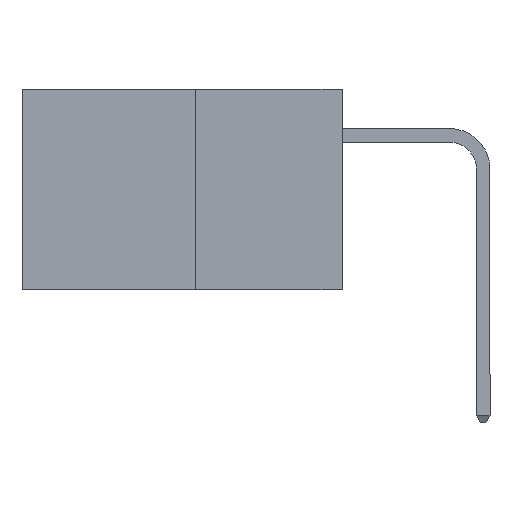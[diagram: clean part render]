
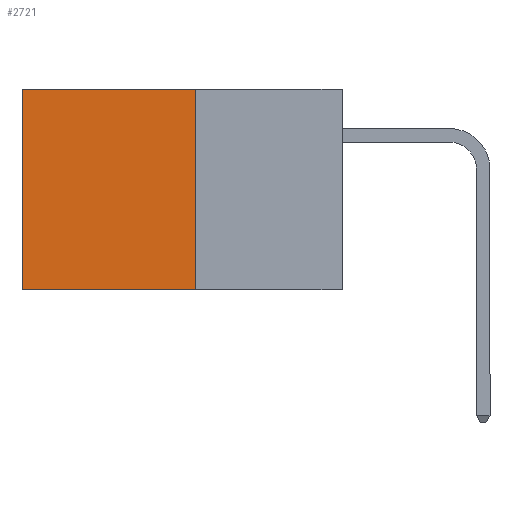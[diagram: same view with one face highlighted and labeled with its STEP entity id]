
A CAD part, left-side view. The second image highlights one B-rep face of the part: STEP entity #2721.
In plain terms, the highlighted planar face has unit normal (-1, 0, 0).
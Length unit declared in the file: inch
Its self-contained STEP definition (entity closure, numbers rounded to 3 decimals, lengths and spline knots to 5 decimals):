
#928 = VECTOR ( 'NONE', #9043, 39.37008 ) ;
#1053 = LINE ( 'NONE', #4501, #928 ) ;
#1119 = DIRECTION ( 'NONE',  ( 0., 1., 0. ) ) ;
#1128 = LINE ( 'NONE', #6422, #3101 ) ;
#1191 = VERTEX_POINT ( 'NONE', #7440 ) ;
#1902 = VECTOR ( 'NONE', #5183, 39.37008 ) ;
#2098 = ORIENTED_EDGE ( 'NONE', *, *, #2750, .T. ) ;
#2119 = ORIENTED_EDGE ( 'NONE', *, *, #2137, .F. ) ;
#2130 = ORIENTED_EDGE ( 'NONE', *, *, #6341, .F. ) ;
#2137 = EDGE_CURVE ( 'NONE', #2477, #1191, #1128, .T. ) ;
#2138 = ORIENTED_EDGE ( 'NONE', *, *, #8910, .T. ) ;
#2288 = CARTESIAN_POINT ( 'NONE',  ( 0.277, 0.27, 0. ) ) ;
#2477 = VERTEX_POINT ( 'NONE', #5981 ) ;
#2639 = VERTEX_POINT ( 'NONE', #2288 ) ;
#2721 = ADVANCED_FACE ( 'NONE', ( #6545 ), #3560, .F. ) ;
#2750 = EDGE_CURVE ( 'NONE', #10143, #1191, #8446, .T. ) ;
#3101 = VECTOR ( 'NONE', #1119, 39.37008 ) ;
#3560 = PLANE ( 'NONE',  #9081 ) ;
#3909 = VECTOR ( 'NONE', #7678, 39.37008 ) ;
#4185 = EDGE_LOOP ( 'NONE', ( #2098, #2119, #2130, #2138 ) ) ;
#4501 = CARTESIAN_POINT ( 'NONE',  ( 0.277, 0.27, -0.37 ) ) ;
#4617 = DIRECTION ( 'NONE',  ( 1., 0., 0. ) ) ;
#5004 = CARTESIAN_POINT ( 'NONE',  ( 0.277, 0.59, -0.37 ) ) ;
#5183 = DIRECTION ( 'NONE',  ( 0., 0., -1. ) ) ;
#5981 = CARTESIAN_POINT ( 'NONE',  ( 0.277, 0.27, -0.37 ) ) ;
#6341 = EDGE_CURVE ( 'NONE', #2639, #2477, #1053, .T. ) ;
#6422 = CARTESIAN_POINT ( 'NONE',  ( 0.277, 0.27, -0.37 ) ) ;
#6545 = FACE_OUTER_BOUND ( 'NONE', #4185, .T. ) ;
#7440 = CARTESIAN_POINT ( 'NONE',  ( 0.277, 0.59, -0.37 ) ) ;
#7678 = DIRECTION ( 'NONE',  ( 0., 1., 0. ) ) ;
#7754 = CARTESIAN_POINT ( 'NONE',  ( 0.277, 0.27, 0. ) ) ;
#7846 = DIRECTION ( 'NONE',  ( 0., 0., -1. ) ) ;
#8446 = LINE ( 'NONE', #5004, #1902 ) ;
#8910 = EDGE_CURVE ( 'NONE', #2639, #10143, #10490, .T. ) ;
#9043 = DIRECTION ( 'NONE',  ( 0., 0., -1. ) ) ;
#9081 = AXIS2_PLACEMENT_3D ( 'NONE', #10394, #4617, #7846 ) ;
#10143 = VERTEX_POINT ( 'NONE', #10283 ) ;
#10283 = CARTESIAN_POINT ( 'NONE',  ( 0.277, 0.59, 0. ) ) ;
#10394 = CARTESIAN_POINT ( 'NONE',  ( 0.277, 0.27, -0.37 ) ) ;
#10490 = LINE ( 'NONE', #7754, #3909 ) ;
